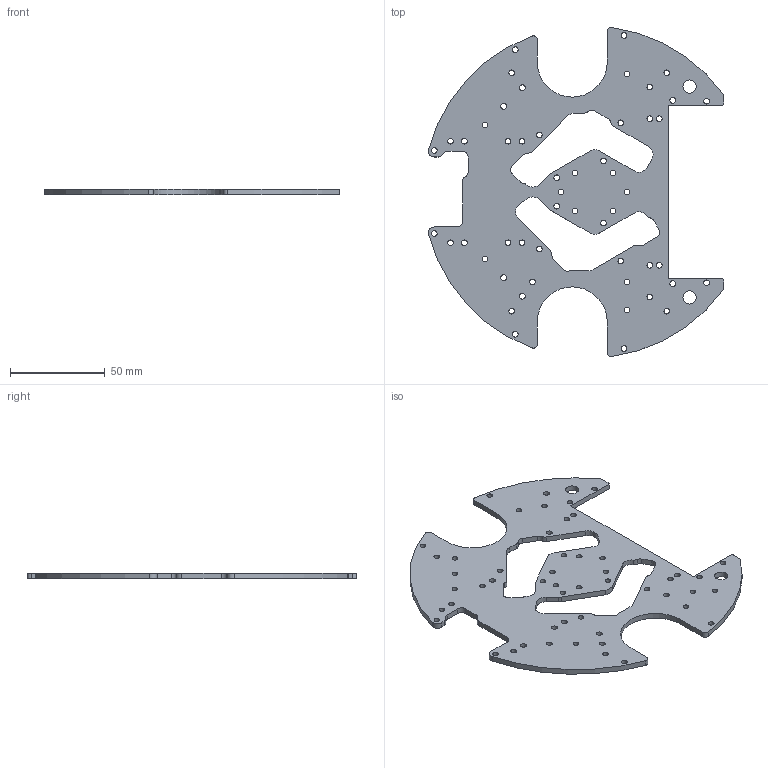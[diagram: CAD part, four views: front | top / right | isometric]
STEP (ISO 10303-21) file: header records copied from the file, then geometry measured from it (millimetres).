
FILE_DESCRIPTION(/* description */ (''),/* implementation_level */ '2;1');
FILE_NAME(/* name */ 'middle_base_plate.stp',/* time_stamp */ '2020-10-21T17:38:21+02:00',/* author */ ('xxnew'),/* organization */ (''),/* preprocessor_version */ 'ST-DEVELOPER v17',/* originating_system */ 'Autodesk Inventor 2019',/* authorisation */ '');
FILE_SCHEMA (('AUTOMOTIVE_DESIGN { 1 0 10303 214 3 1 1 }'));
Length unit declared in the file: millimetre
Products named in the file (1): middle_base_plate
Bounding box: 156.02 x 174.05 x 3 mm (x, y, z)
Volume: 41704.7 mm3; surface area: 32782.7 mm2
Topology: 1 solids, 1 shells, 142 faces, 488 edges, 396 vertices
Faces by surface type: cylinder 105, plane 37
Full cylindrical faces by diameter (mm): 3 x52, 7 x2
Entity records: 5584 total; most frequent: DIRECTION 1004, CARTESIAN_POINT 1003, ORIENTED_EDGE 880, EDGE_CURVE 440, AXIS2_PLACEMENT_3D 397, VERTEX_POINT 300, EDGE_LOOP 254, CIRCLE 254
